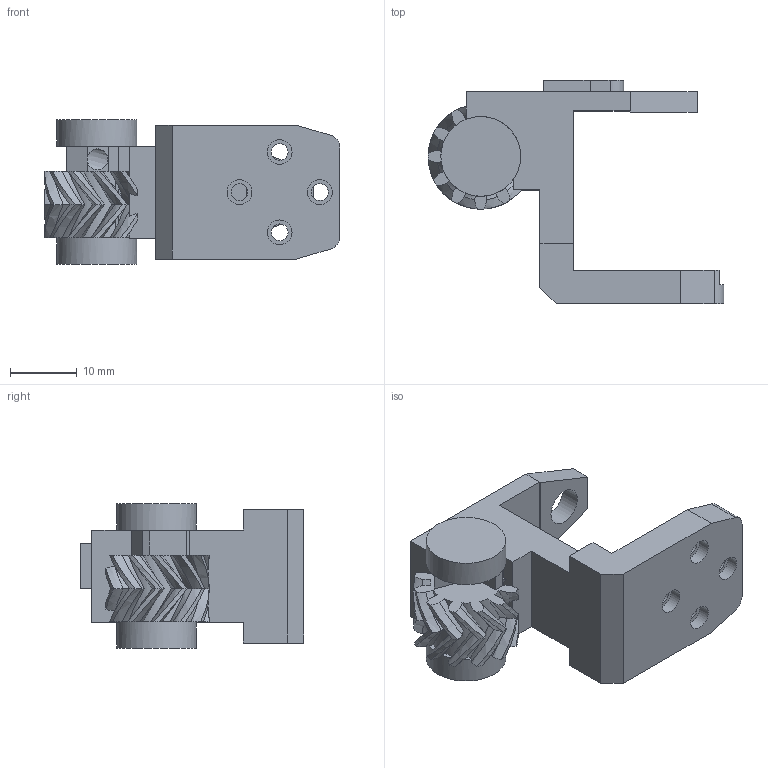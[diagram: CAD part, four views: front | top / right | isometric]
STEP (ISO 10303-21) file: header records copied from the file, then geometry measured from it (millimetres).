
FILE_DESCRIPTION(/* description */ (''),/* implementation_level */ '2;1');
FILE_NAME(/* name */ 'mcp_forward_metal.stp',/* time_stamp */ '2025-01-01T16:54:44-05:00',/* author */ ('Kenny'),/* organization */ (''),/* preprocessor_version */ 'ST-DEVELOPER v20',/* originating_system */ 'Autodesk Inventor 2025',/* authorisation */ '');
FILE_SCHEMA (('AUTOMOTIVE_DESIGN { 1 0 10303 214 3 1 1 }'));
Products named in the file (1): axle_4_gear_MIR1
Bounding box: 44.22 x 33.4 x 21.55 mm (x, y, z)
Volume: 7955 mm3; surface area: 5113.9 mm2
Topology: 1 solids, 1 shells, 198 faces, 530 edges, 337 vertices
Faces by surface type: plane 86, bspline 84, cylinder 28
Full cylindrical faces by diameter (mm): 2.5 x4, 3.7 x4, 5.6 x1, 11.92 x2
Entity records: 43765 total; most frequent: CARTESIAN_POINT 39164, ORIENTED_EDGE 1058, DIRECTION 649, EDGE_CURVE 529, VERTEX_POINT 337, LINE 241, VECTOR 241, EDGE_LOOP 214
